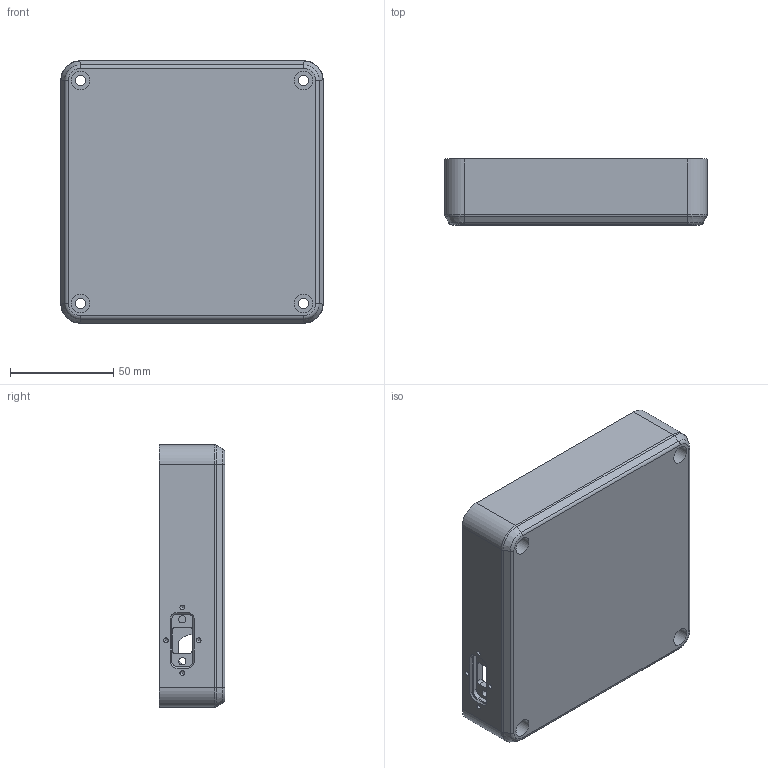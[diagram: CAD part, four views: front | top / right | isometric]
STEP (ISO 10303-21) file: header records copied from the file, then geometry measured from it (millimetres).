
FILE_DESCRIPTION (( 'STEP AP203' ), '1' );
FILE_NAME ('smoker controller base no board mounts.STEP', '2023-09-07T14:07:26', ( '' ), ( '' ), 'SwSTEP 2.0', 'SolidWorks 2020', '' );
FILE_SCHEMA (( 'CONFIG_CONTROL_DESIGN' ));
Length unit declared in the file: inch
Products named in the file (1): smoker controller base no board mounts
Bounding box: 127 x 31.75 x 127 mm (x, y, z)
Volume: 98919.5 mm3; surface area: 66347.2 mm2
Topology: 1 solids, 1 shells, 229 faces, 558 edges, 324 vertices
Faces by surface type: cylinder 103, plane 76, torus 17, bspline 15, cone 12, sphere 6
Full cylindrical faces by diameter (mm): 2.261 x4, 3.454 x2, 4.915 x4, 8.89 x4
Entity records: 6987 total; most frequent: CARTESIAN_POINT 1748, DIRECTION 1112, ORIENTED_EDGE 1030, EDGE_CURVE 515, AXIS2_PLACEMENT_3D 420, VERTEX_POINT 316, EDGE_LOOP 279, VECTOR 272
